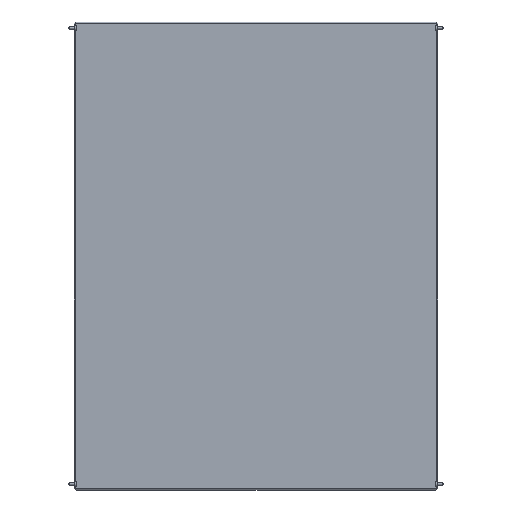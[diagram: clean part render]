
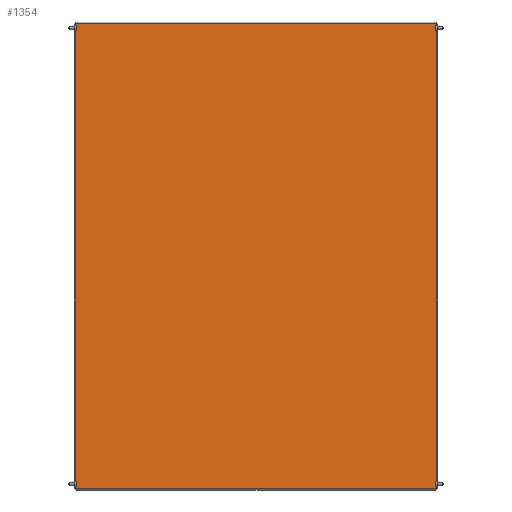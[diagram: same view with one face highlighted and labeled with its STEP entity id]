
A CAD part, top view. The second image highlights one B-rep face of the part: STEP entity #1354.
In plain terms, the highlighted planar face has unit normal (0, 0, 1).
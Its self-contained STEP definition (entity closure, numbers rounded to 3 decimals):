
#27 = LINE ( 'NONE', #2037, #1180 ) ;
#52 = DIRECTION ( 'NONE',  ( 1., 0., 0. ) ) ;
#124 = EDGE_LOOP ( 'NONE', ( #1848, #1588, #1798, #1835 ) ) ;
#275 = CARTESIAN_POINT ( 'NONE',  ( 346.5, 446.5, 0. ) ) ;
#343 = CARTESIAN_POINT ( 'NONE',  ( 346.5, 449., 0. ) ) ;
#514 = VERTEX_POINT ( 'NONE', #275 ) ;
#550 = DIRECTION ( 'NONE',  ( 0., -1., 0. ) ) ;
#707 = LINE ( 'NONE', #918, #2189 ) ;
#720 = AXIS2_PLACEMENT_3D ( 'NONE', #924, #1115, #52 ) ;
#755 = EDGE_CURVE ( 'NONE', #1010, #2295, #707, .T. ) ;
#776 = VERTEX_POINT ( 'NONE', #1251 ) ;
#785 = EDGE_CURVE ( 'NONE', #776, #1010, #1070, .T. ) ;
#834 = VECTOR ( 'NONE', #550, 1000. ) ;
#918 = CARTESIAN_POINT ( 'NONE',  ( -346.5, -446.5, 0. ) ) ;
#924 = CARTESIAN_POINT ( 'NONE',  ( 0., 0., 0. ) ) ;
#1010 = VERTEX_POINT ( 'NONE', #1907 ) ;
#1070 = LINE ( 'NONE', #1797, #834 ) ;
#1115 = DIRECTION ( 'NONE',  ( 0., 0., 1. ) ) ;
#1125 = PLANE ( 'NONE',  #720 ) ;
#1133 = EDGE_CURVE ( 'NONE', #2295, #514, #1783, .T. ) ;
#1180 = VECTOR ( 'NONE', #1489, 1000. ) ;
#1251 = CARTESIAN_POINT ( 'NONE',  ( -346.5, 446.5, 0. ) ) ;
#1307 = FACE_OUTER_BOUND ( 'NONE', #124, .T. ) ;
#1354 = ADVANCED_FACE ( 'NONE', ( #1307 ), #1125, .T. ) ;
#1399 = EDGE_CURVE ( 'NONE', #514, #776, #27, .T. ) ;
#1489 = DIRECTION ( 'NONE',  ( -1., 0., 0. ) ) ;
#1588 = ORIENTED_EDGE ( 'NONE', *, *, #755, .T. ) ;
#1620 = DIRECTION ( 'NONE',  ( 1., 0., 0. ) ) ;
#1734 = CARTESIAN_POINT ( 'NONE',  ( 346.5, -446.5, 0. ) ) ;
#1783 = LINE ( 'NONE', #343, #2156 ) ;
#1797 = CARTESIAN_POINT ( 'NONE',  ( -346.5, 449., 0. ) ) ;
#1798 = ORIENTED_EDGE ( 'NONE', *, *, #1133, .T. ) ;
#1835 = ORIENTED_EDGE ( 'NONE', *, *, #1399, .T. ) ;
#1848 = ORIENTED_EDGE ( 'NONE', *, *, #785, .T. ) ;
#1907 = CARTESIAN_POINT ( 'NONE',  ( -346.5, -446.5, 0. ) ) ;
#2037 = CARTESIAN_POINT ( 'NONE',  ( 346.5, 446.5, 0. ) ) ;
#2128 = DIRECTION ( 'NONE',  ( 0., 1., 0. ) ) ;
#2156 = VECTOR ( 'NONE', #2128, 1000. ) ;
#2189 = VECTOR ( 'NONE', #1620, 1000. ) ;
#2295 = VERTEX_POINT ( 'NONE', #1734 ) ;
